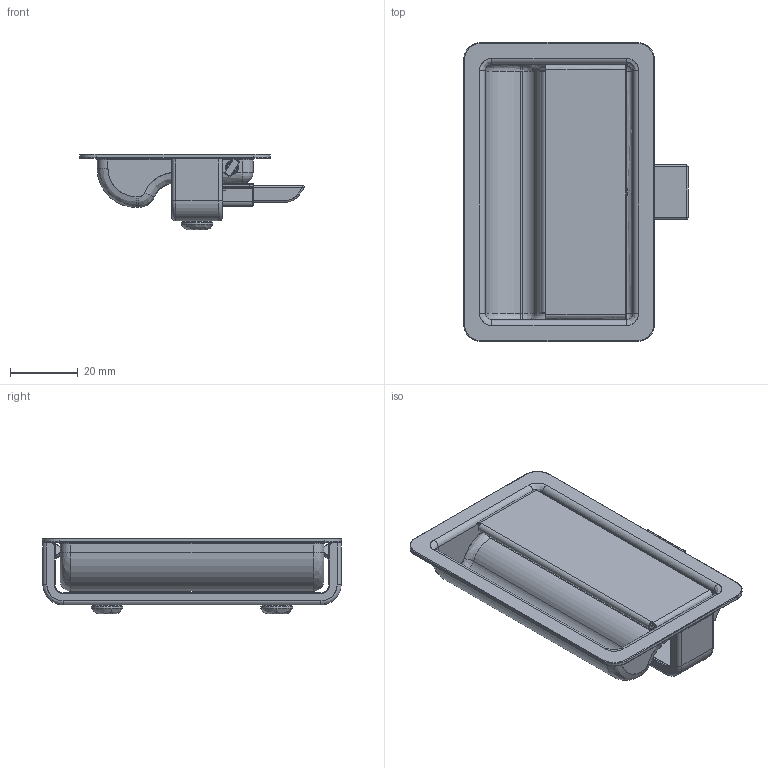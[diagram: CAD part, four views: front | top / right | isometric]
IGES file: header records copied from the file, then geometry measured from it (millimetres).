
Start section: SolidWorks IGES file using analytic representation for surfaces
Global section: file name: SLS-110.IGS; native system: SolidWorks 2016; preprocessor: SolidWorks 2016; author: death; date: 221006.112335; units: millimetre
Bounding box: 66.2 x 88.2 x 22.3 mm (x, y, z)
Surface area: 30892.2 mm2 (no closed solid volume)
Topology: 0 solids, 0 shells, 1166 faces, 8075 edges, 8005 vertices
Faces by surface type: bspline 604, revolution 562
